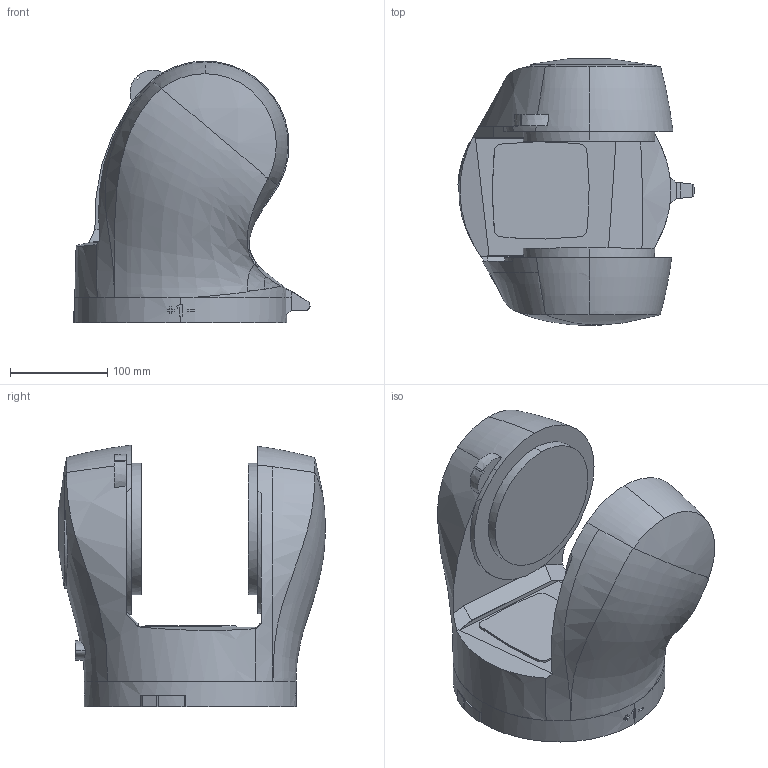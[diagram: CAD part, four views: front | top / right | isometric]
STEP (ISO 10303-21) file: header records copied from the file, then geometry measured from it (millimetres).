
FILE_DESCRIPTION (( 'STEP AP214' ), '1' );
FILE_NAME ('KR6_KR10_R900_sixx_CR-Link_1.STEP', '2017-08-22T10:13:13', ( '' ), ( '' ), 'SwSTEP 2.0', 'SolidWorks 2016', '' );
FILE_SCHEMA (( 'AUTOMOTIVE_DESIGN' ));
Length unit declared in the file: millimetre
Products named in the file (1): KR6_KR10_R900_sixx_CR-Link_1
Bounding box: 242.8 x 274.25 x 269.33 mm (x, y, z)
Volume: 6273566.8 mm3; surface area: 298476.7 mm2
Topology: 1 solids, 1 shells, 156 faces, 426 edges, 283 vertices
Faces by surface type: plane 94, cylinder 34, bspline 19, cone 5, torus 4
Entity records: 15685 total; most frequent: CARTESIAN_POINT 12202, ORIENTED_EDGE 852, DIRECTION 481, EDGE_CURVE 426, VERTEX_POINT 283, B_SPLINE_CURVE_WITH_KNOTS 227, LINE 193, VECTOR 193
